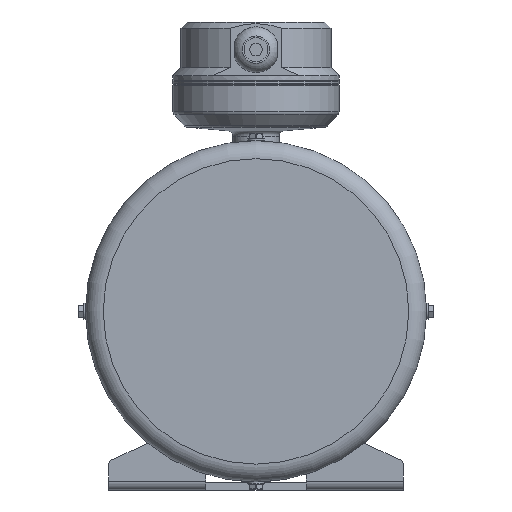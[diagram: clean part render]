
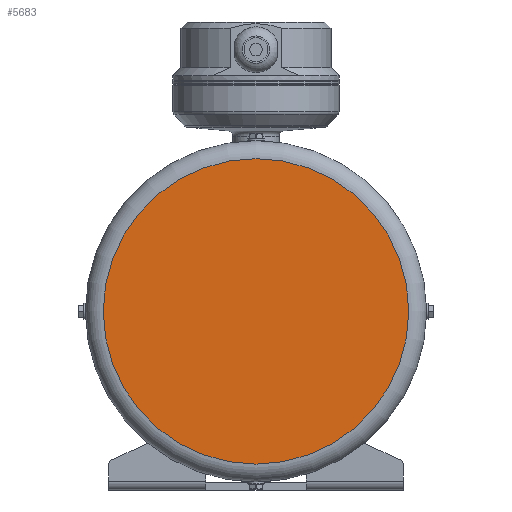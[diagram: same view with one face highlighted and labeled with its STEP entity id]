
A CAD part, left-side view. The second image highlights one B-rep face of the part: STEP entity #5683.
In plain terms, the highlighted planar face has unit normal (-1, 0, 0).
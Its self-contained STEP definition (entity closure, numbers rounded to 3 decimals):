
#48=PLANE('',#6113);
#1109=ORIENTED_EDGE('',*,*,#2237,.T.);
#2237=EDGE_CURVE('',#2767,#2767,#3094,.T.);
#2767=VERTEX_POINT('',#8647);
#3094=CIRCLE('',#6114,85.5);
#3355=EDGE_LOOP('',(#1109));
#3741=FACE_BOUND('',#3355,.T.);
#5683=ADVANCED_FACE('',(#3741),#48,.T.);
#6113=AXIS2_PLACEMENT_3D('',#8645,#6958,#6959);
#6114=AXIS2_PLACEMENT_3D('',#8646,#6960,#6961);
#6958=DIRECTION('',(-1.,0.,0.));
#6959=DIRECTION('',(0.,0.,1.));
#6960=DIRECTION('',(-1.,0.,0.));
#6961=DIRECTION('',(0.,0.,1.));
#8645=CARTESIAN_POINT('',(-350.5,0.,85.5));
#8646=CARTESIAN_POINT('',(-350.5,0.,0.));
#8647=CARTESIAN_POINT('',(-350.5,0.,85.5));
